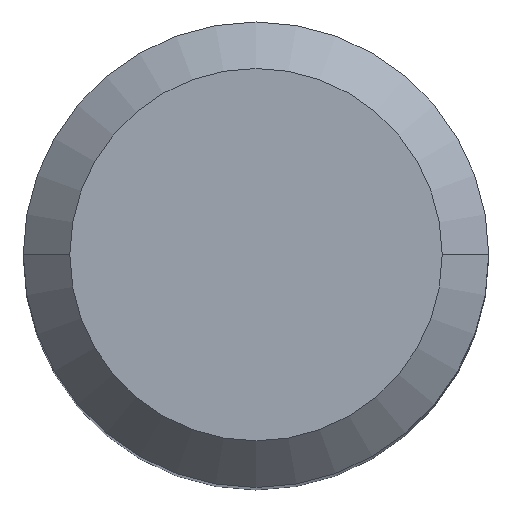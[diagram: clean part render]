
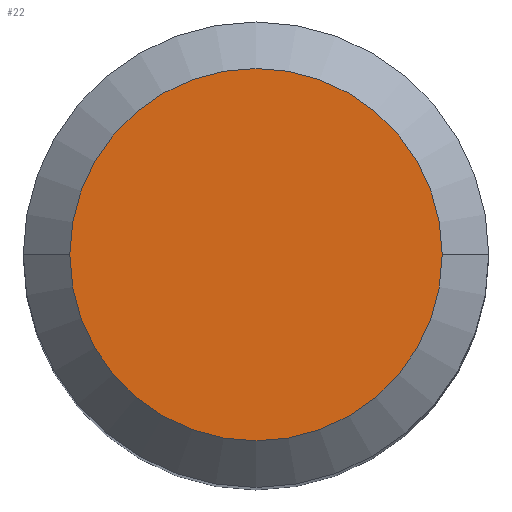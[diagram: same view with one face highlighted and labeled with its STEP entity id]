
A CAD part, top view. The second image highlights one B-rep face of the part: STEP entity #22.
In plain terms, the highlighted planar face has unit normal (0, 0, 1).
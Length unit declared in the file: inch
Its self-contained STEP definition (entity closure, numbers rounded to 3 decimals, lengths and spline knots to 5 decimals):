
#22 = ADVANCED_FACE ( 'NONE', ( #103 ), #442, .F. ) ;
#27 = DIRECTION ( 'NONE',  ( 0., 0., -1. ) ) ;
#37 = EDGE_CURVE ( 'NONE', #40, #418, #155, .T. ) ;
#40 = VERTEX_POINT ( 'NONE', #253 ) ;
#46 = ORIENTED_EDGE ( 'NONE', *, *, #141, .T. ) ;
#49 = DIRECTION ( 'NONE',  ( 1., 0., 0. ) ) ;
#103 = FACE_OUTER_BOUND ( 'NONE', #138, .T. ) ;
#115 = AXIS2_PLACEMENT_3D ( 'NONE', #365, #27, #145 ) ;
#121 = DIRECTION ( 'NONE',  ( 0., 0., 1. ) ) ;
#138 = EDGE_LOOP ( 'NONE', ( #46, #166 ) ) ;
#141 = EDGE_CURVE ( 'NONE', #418, #40, #408, .T. ) ;
#145 = DIRECTION ( 'NONE',  ( -1., 0., 0. ) ) ;
#155 = CIRCLE ( 'NONE', #223, 0.22048 ) ;
#166 = ORIENTED_EDGE ( 'NONE', *, *, #37, .T. ) ;
#175 = CARTESIAN_POINT ( 'NONE',  ( 0., 0., 0. ) ) ;
#223 = AXIS2_PLACEMENT_3D ( 'NONE', #290, #121, #49 ) ;
#232 = AXIS2_PLACEMENT_3D ( 'NONE', #175, #465, #395 ) ;
#253 = CARTESIAN_POINT ( 'NONE',  ( 0.22048, 0., 0. ) ) ;
#290 = CARTESIAN_POINT ( 'NONE',  ( 0., 0., 0. ) ) ;
#365 = CARTESIAN_POINT ( 'NONE',  ( 0., 0., 0. ) ) ;
#395 = DIRECTION ( 'NONE',  ( 1., 0., 0. ) ) ;
#408 = CIRCLE ( 'NONE', #232, 0.22048 ) ;
#418 = VERTEX_POINT ( 'NONE', #435 ) ;
#435 = CARTESIAN_POINT ( 'NONE',  ( -0.22048, 0., 0. ) ) ;
#442 = PLANE ( 'NONE',  #115 ) ;
#465 = DIRECTION ( 'NONE',  ( 0., 0., 1. ) ) ;
